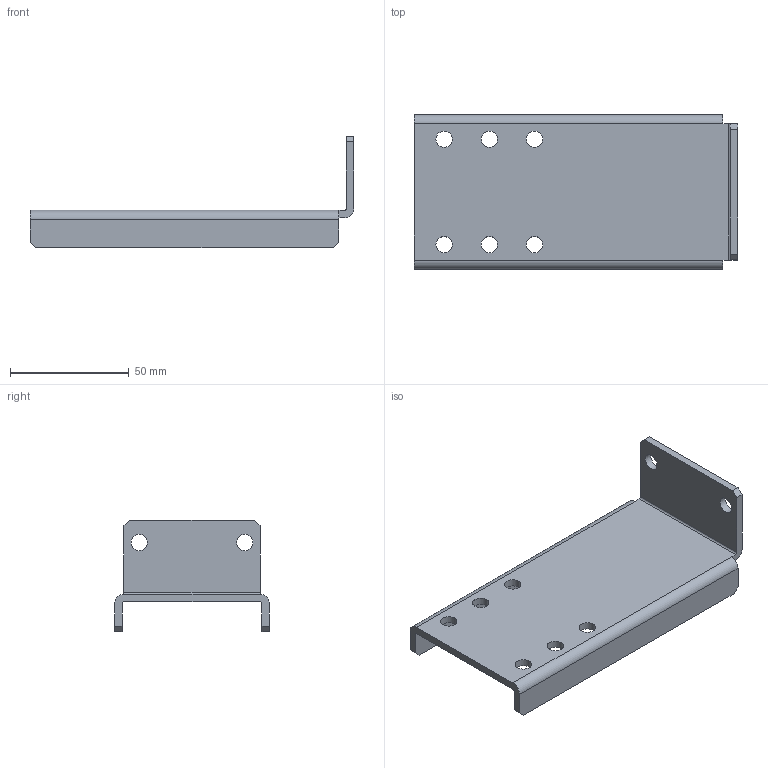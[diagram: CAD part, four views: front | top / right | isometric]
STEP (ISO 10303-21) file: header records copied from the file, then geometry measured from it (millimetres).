
FILE_DESCRIPTION(/* description */ ('BRACKET, L SHAPE, AC7, V2.1, BLACK'),/* implementation_level */ '2;1');
FILE_NAME(/* name */ 'L BRACKET AC7 AC231.stp',/* time_stamp */ '2018-12-13T13:44:04-05:00',/* author */ ('sboulais'),/* organization */ (''),/* preprocessor_version */ 'ST-DEVELOPER v16.13',/* originating_system */ 'Autodesk Inventor 2018',/* authorisation */ '');
FILE_SCHEMA (('AUTOMOTIVE_DESIGN { 1 0 10303 214 3 1 1 }'));
Length unit declared in the file: inch
Products named in the file (1): 170-130-0013
Bounding box: 136.53 x 65.3 x 47.19 mm (x, y, z)
Volume: 42304.5 mm3; surface area: 28843.6 mm2
Topology: 1 solids, 1 shells, 203 faces, 533 edges, 354 vertices
Faces by surface type: plane 98, bspline 91, cylinder 14
Full cylindrical faces by diameter (mm): 6.909 x8
Entity records: 6706 total; most frequent: CARTESIAN_POINT 2250, ORIENTED_EDGE 1050, DIRECTION 597, EDGE_CURVE 525, VERTEX_POINT 354, LINE 315, VECTOR 315, EDGE_LOOP 249
